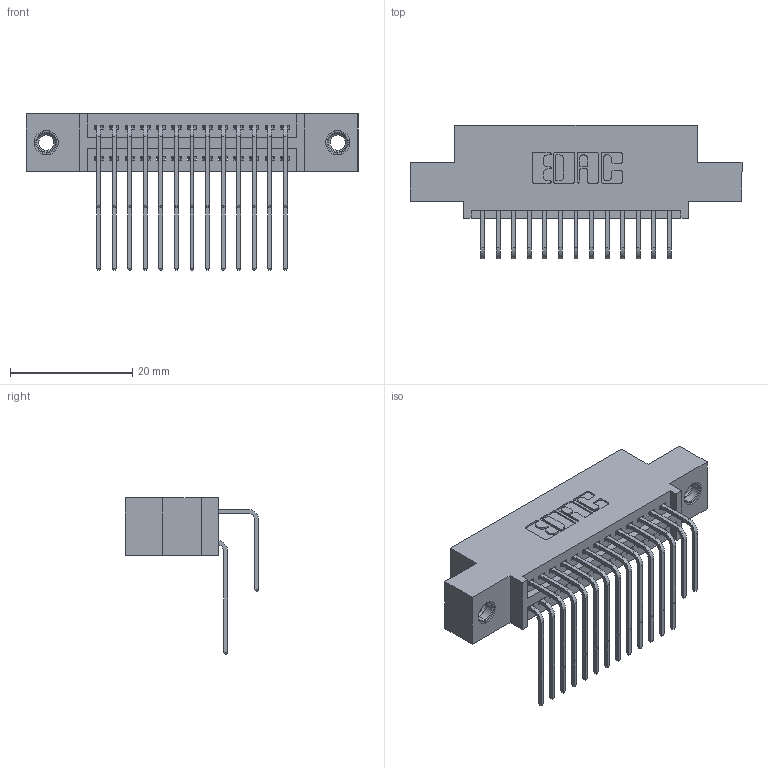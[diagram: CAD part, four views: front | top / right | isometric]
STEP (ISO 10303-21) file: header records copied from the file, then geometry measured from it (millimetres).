
FILE_DESCRIPTION (( 'STEP AP203' ), '1' );
FILE_NAME ('345-026-558-507.STEP', '2019-10-27T20:11:48', ( '' ), ( '' ), 'SwSTEP 2.0', 'SolidWorks 2016', '' );
FILE_SCHEMA (( 'CONFIG_CONTROL_DESIGN' ));
Length unit declared in the file: inch
Products named in the file (5): 345-292-001_558 Tail - 2; 345-292-001_558 559 Tail - 1; 345 Part_0.110 Offset - 0.156 Dia-TI; 345-250-001_345-250-005-103; 345-026-558-507
Assembly tree (29 placements, depth 2):
  345-026-558-507
    345 Part_0.110 Offset - 0.156 Dia-TI
    345-292-001_558 559 Tail - 1  x13
    345-292-001_558 Tail - 2  x13
    345-250-001_345-250-005-103  x2
Bounding box: 54.23 x 21.83 x 25.53 mm (x, y, z)
Volume: 5061.8 mm3; surface area: 7746.5 mm2
Topology: 29 solids, 29 shells, 1542 faces, 4519 edges, 2970 vertices
Faces by surface type: plane 1026, cylinder 500, cone 12, torus 4
Entity records: 17074 total; most frequent: CARTESIAN_POINT 2918, ORIENTED_EDGE 2794, DIRECTION 2607, EDGE_CURVE 1397, LINE 1153, VECTOR 1153, VERTEX_POINT 924, AXIS2_PLACEMENT_3D 727
